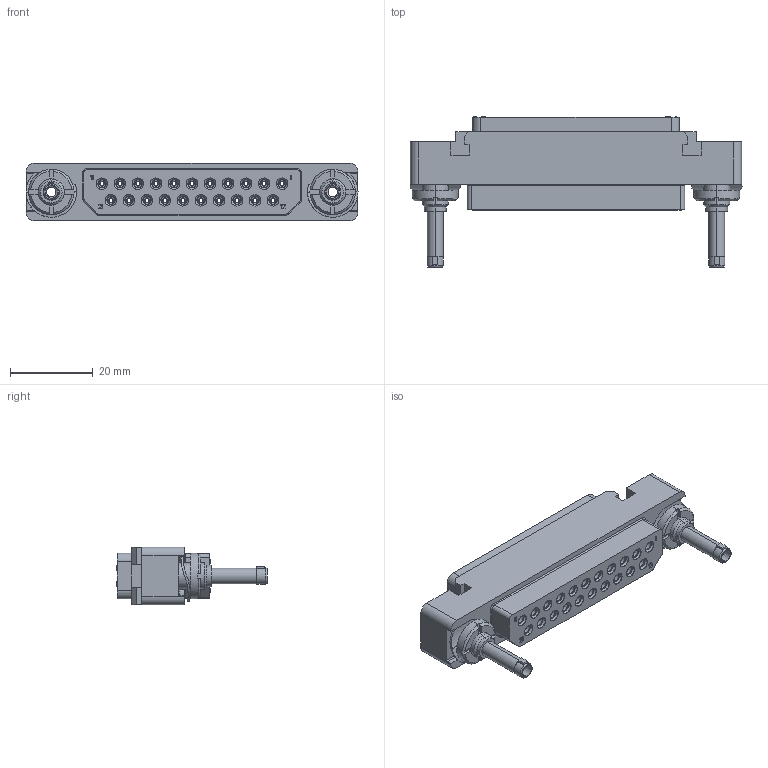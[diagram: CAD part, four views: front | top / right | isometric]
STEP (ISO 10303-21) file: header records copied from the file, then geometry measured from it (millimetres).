
FILE_DESCRIPTION((''),'2;1');
FILE_NAME('00197731300','2020-09-23T',('presta_be4'),(''),'CREO PARAMETRIC BY PTC INC, 2018360','CREO PARAMETRIC BY PTC INC, 2018360','');
FILE_SCHEMA(('CONFIG_CONTROL_DESIGN'));
Length unit declared in the file: millimetre
Products named in the file (1): 00197731300
Bounding box: 80.2 x 36.26 x 14 mm (x, y, z)
Volume: 13625.9 mm3; surface area: 13345.7 mm2
Topology: 1 solids, 1 shells, 1881 faces, 4262 edges, 2522 vertices
Faces by surface type: cylinder 548, torus 512, plane 465, cone 350, bspline 6
Entity records: 53715 total; most frequent: DIRECTION 10202, CARTESIAN_POINT 9930, ORIENTED_EDGE 8524, EDGE_CURVE 4262, AXIS2_PLACEMENT_3D 4211, VERTEX_POINT 2522, CIRCLE 2336, EDGE_LOOP 2110
